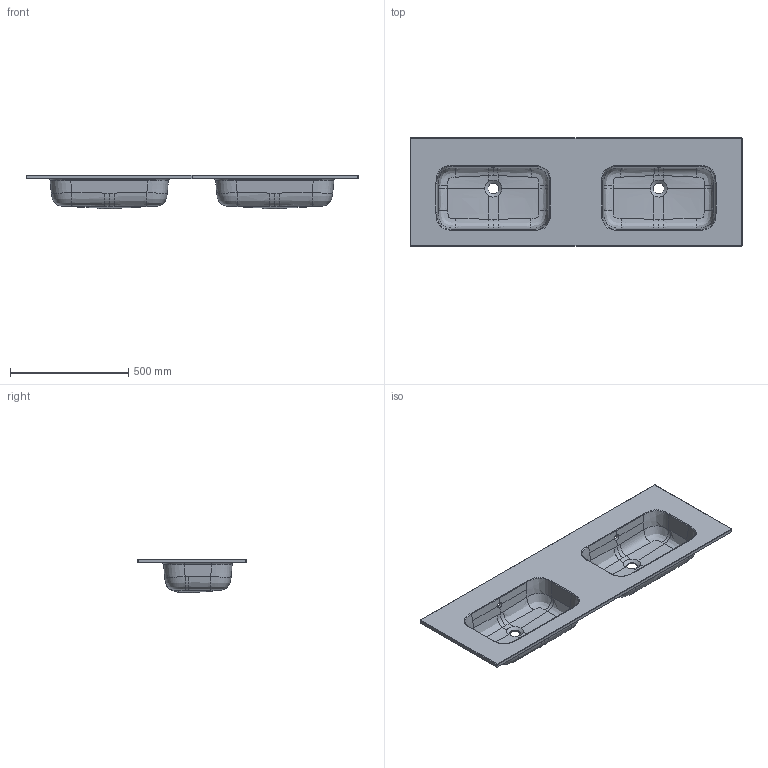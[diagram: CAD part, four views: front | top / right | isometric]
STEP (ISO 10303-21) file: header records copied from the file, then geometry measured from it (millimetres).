
FILE_DESCRIPTION(/* description */ (''),/* implementation_level */ '2;1');
FILE_NAME(/* name */ '13-260_7350A.stp',/* time_stamp */ '2014-01-23T13:15:41+01:00',/* author */ (''),/* organization */ (''),/* preprocessor_version */ 'ST-DEVELOPER v15',/* originating_system */ 'SIEMENS PLM Software NX 8.5',/* authorisation */ '');
FILE_SCHEMA (('AUTOMOTIVE_DESIGN { 1 0 10303 214 3 1 1 1 }'));
Products named in the file (1): Stef13481E5Bud6h
Bounding box: 1405 x 460 x 143 mm (x, y, z)
Volume: 11943291.3 mm3; surface area: 1849115.1 mm2
Topology: 1 solids, 1 shells, 228 faces, 544 edges, 312 vertices
Faces by surface type: bspline 144, cylinder 36, plane 34, extrusion 6, sphere 4, cone 2, torus 2
Full cylindrical faces by diameter (mm): 25 x2, 35 x6, 46.029 x2
Entity records: 68734 total; most frequent: CARTESIAN_POINT 64942, ORIENTED_EDGE 1036, EDGE_CURVE 518, DIRECTION 352, B_SPLINE_CURVE_WITH_KNOTS 325, VERTEX_POINT 310, EDGE_LOOP 254, ADVANCED_FACE 228
